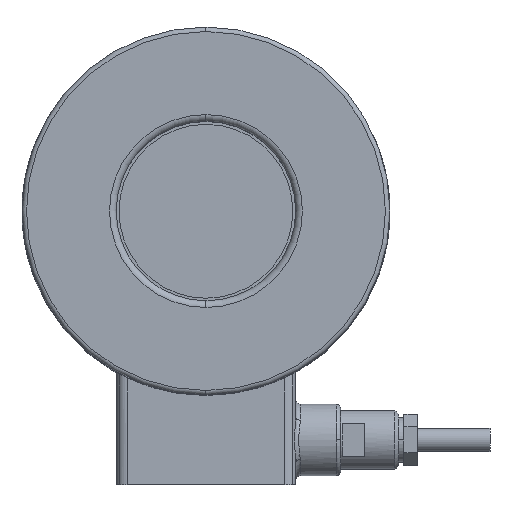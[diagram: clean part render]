
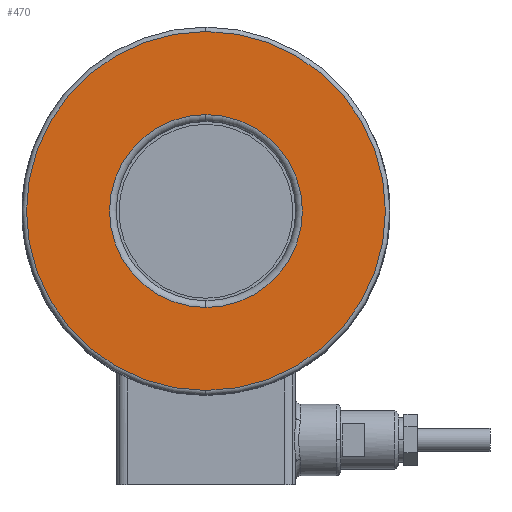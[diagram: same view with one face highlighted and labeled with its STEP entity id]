
A CAD part, top view. The second image highlights one B-rep face of the part: STEP entity #470.
In plain terms, the highlighted planar face has unit normal (0, 0, 1).
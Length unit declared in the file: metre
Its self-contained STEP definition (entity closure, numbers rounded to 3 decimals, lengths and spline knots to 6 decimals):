
#470=ADVANCED_FACE('0:6664',(#1148,#1149),#1150,.T.);
#1148=FACE_OUTER_BOUND('',#2184,.T.);
#1149=FACE_BOUND('',#2185,.T.);
#1150=PLANE('',#2186);
#2184=EDGE_LOOP('',(#3590,#3591));
#2185=EDGE_LOOP('',(#3592,#3593));
#2186=AXIS2_PLACEMENT_3D('',#3594,#3595,#3596);
#3590=ORIENTED_EDGE('',*,*,#6070,.F.);
#3591=ORIENTED_EDGE('',*,*,#6014,.F.);
#3592=ORIENTED_EDGE('',*,*,#6071,.F.);
#3593=ORIENTED_EDGE('',*,*,#5957,.F.);
#3594=CARTESIAN_POINT('',(-0.001,-0.001,0.125));
#3595=DIRECTION('',(0.,0.,1.0));
#3596=DIRECTION('',(1.0,0.,0.));
#5957=EDGE_CURVE('',#7161,#7164,#7165,.T.);
#6014=EDGE_CURVE('',#7253,#7255,#7256,.T.);
#6070=EDGE_CURVE('0:7594',#7255,#7253,#7342,.T.);
#6071=EDGE_CURVE('0:7486',#7164,#7161,#7343,.T.);
#7161=VERTEX_POINT('',#9369);
#7164=VERTEX_POINT('',#9372);
#7165=CIRCLE('',#9373,0.0215);
#7253=VERTEX_POINT('',#9571);
#7255=VERTEX_POINT('',#9573);
#7256=CIRCLE('',#9574,0.04);
#7342=CIRCLE('',#9706,0.04);
#7343=CIRCLE('',#9707,0.0215);
#9369=CARTESIAN_POINT('',(-0.001,0.0205,0.125));
#9372=CARTESIAN_POINT('',(-0.001,-0.0225,0.125));
#9373=AXIS2_PLACEMENT_3D('',#11849,#11850,#11851);
#9571=CARTESIAN_POINT('',(-0.001,0.039,0.125));
#9573=CARTESIAN_POINT('',(-0.001,-0.041,0.125));
#9574=AXIS2_PLACEMENT_3D('',#11920,#11921,#11922);
#9706=AXIS2_PLACEMENT_3D('',#11976,#11977,#11978);
#9707=AXIS2_PLACEMENT_3D('',#11979,#11980,#11981);
#11849=CARTESIAN_POINT('',(-0.001,-0.001,0.125));
#11850=DIRECTION('',(0.,0.,1.0));
#11851=DIRECTION('',(1.0,0.,0.));
#11920=CARTESIAN_POINT('',(-0.001,-0.001,0.125));
#11921=DIRECTION('',(0.,0.,-1.0));
#11922=DIRECTION('',(-1.0,0.,0.));
#11976=CARTESIAN_POINT('',(-0.001,-0.001,0.125));
#11977=DIRECTION('',(0.,0.,-1.0));
#11978=DIRECTION('',(-1.0,0.,0.));
#11979=CARTESIAN_POINT('',(-0.001,-0.001,0.125));
#11980=DIRECTION('',(0.,0.,1.0));
#11981=DIRECTION('',(1.0,0.,0.));
